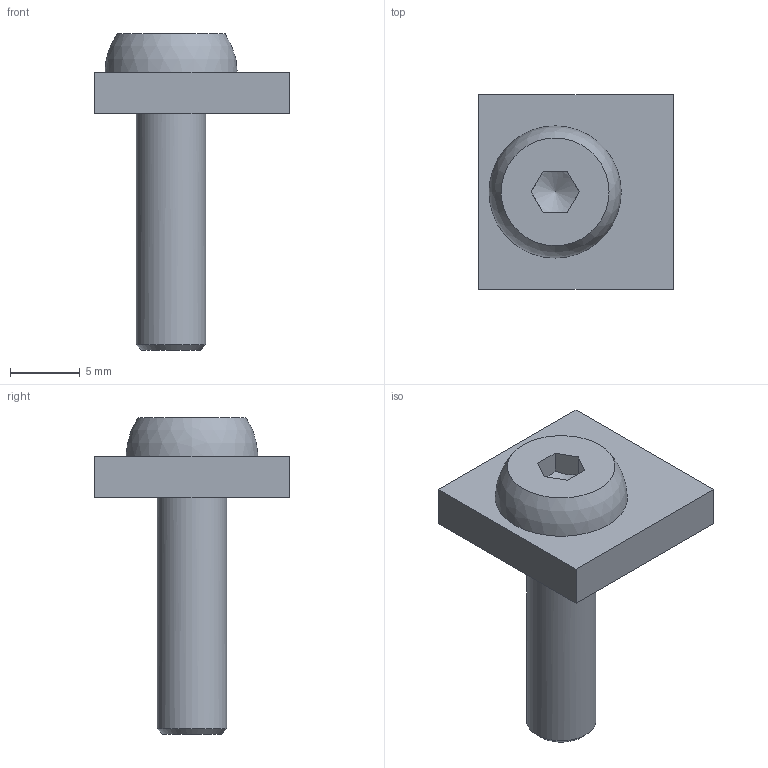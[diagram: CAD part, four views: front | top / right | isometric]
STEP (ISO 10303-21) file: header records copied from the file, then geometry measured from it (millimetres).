
FILE_DESCRIPTION(('STEP AP203'),'1');
FILE_NAME('FIXE08N1084.stp','2023-10-23T13:28:18',(' '),(' '),'Spatial InterOp 3D',' ',' ');
FILE_SCHEMA(('CONFIG_CONTROL_DESIGN'));
Length unit declared in the file: millimetre
Products named in the file (3): Fixation standard 8 32x18; Vis BHC - M5x20; agrafe 32x18
Assembly tree (2 placements, depth 2):
  Fixation standard 8 32x18
    Vis BHC - M5x20
    agrafe 32x18
Bounding box: 14 x 14 x 22.75 mm (x, y, z)
Volume: 1052.6 mm3; surface area: 1088.7 mm2
Topology: 2 solids, 2 shells, 21 faces, 45 edges, 29 vertices
Faces by surface type: plane 15, cylinder 3, cone 2, sphere 1
Full cylindrical faces by diameter (mm): 5 x2, 6 x1
Entity records: 1026 total; most frequent: CARTESIAN_POINT 162, DIRECTION 86, ORIENTED_EDGE 76, PROPERTY_DEFINITION_REPRESENTATION 48, GENERAL_PROPERTY_ASSOCIATION 48, PROPERTY_DEFINITION 48, REPRESENTATION 48, GENERAL_PROPERTY 48
